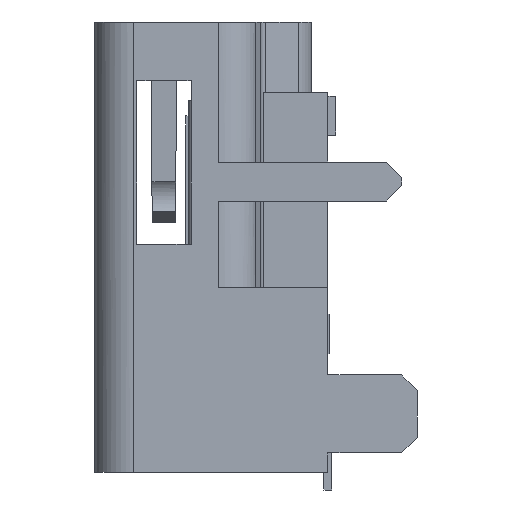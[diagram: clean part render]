
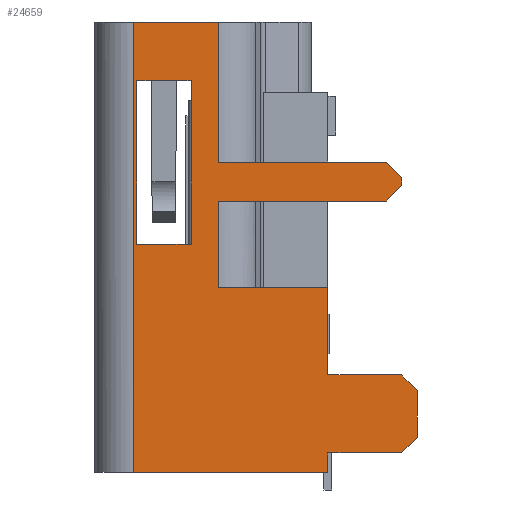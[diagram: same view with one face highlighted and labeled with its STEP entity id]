
A CAD part, left-side view. The second image highlights one B-rep face of the part: STEP entity #24659.
In plain terms, the highlighted free-form (B-spline) face has degree [1, 1] with [2, 2] control points.
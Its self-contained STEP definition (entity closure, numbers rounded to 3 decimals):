
#24659 = ADVANCED_FACE('',(#24660,#24806),#24856,.T.);
#24660 = FACE_BOUND('',#24661,.T.);
#24661 = EDGE_LOOP('',(#24662,#24672,#24680,#24688,#24696,#24704,#24712,
    #24720,#24728,#24736,#24744,#24752,#24760,#24768,#24776,#24784,
    #24792,#24800));
#24662 = ORIENTED_EDGE('',*,*,#24663,.T.);
#24663 = EDGE_CURVE('',#24664,#24666,#24668,.T.);
#24664 = VERTEX_POINT('',#24665);
#24665 = CARTESIAN_POINT('',(-7.5,-0.409,-3.59));
#24666 = VERTEX_POINT('',#24667);
#24667 = CARTESIAN_POINT('',(-7.5,-0.409,0.));
#24668 = LINE('',#24669,#24670);
#24669 = CARTESIAN_POINT('',(-7.5,-0.409,-3.59));
#24670 = VECTOR('',#24671,1.);
#24671 = DIRECTION('',(0.,0.,1.));
#24672 = ORIENTED_EDGE('',*,*,#24673,.T.);
#24673 = EDGE_CURVE('',#24666,#24674,#24676,.T.);
#24674 = VERTEX_POINT('',#24675);
#24675 = CARTESIAN_POINT('',(-7.5,1.775,0.));
#24676 = LINE('',#24677,#24678);
#24677 = CARTESIAN_POINT('',(-7.5,-0.409,0.));
#24678 = VECTOR('',#24679,1.);
#24679 = DIRECTION('',(0.,1.,0.));
#24680 = ORIENTED_EDGE('',*,*,#24681,.T.);
#24681 = EDGE_CURVE('',#24674,#24682,#24684,.T.);
#24682 = VERTEX_POINT('',#24683);
#24683 = CARTESIAN_POINT('',(-7.5,1.775,-11.55));
#24684 = LINE('',#24685,#24686);
#24685 = CARTESIAN_POINT('',(-7.5,1.775,0.));
#24686 = VECTOR('',#24687,1.);
#24687 = DIRECTION('',(0.,0.,-1.));
#24688 = ORIENTED_EDGE('',*,*,#24689,.T.);
#24689 = EDGE_CURVE('',#24682,#24690,#24692,.T.);
#24690 = VERTEX_POINT('',#24691);
#24691 = CARTESIAN_POINT('',(-7.5,-3.205,-11.55));
#24692 = LINE('',#24693,#24694);
#24693 = CARTESIAN_POINT('',(-7.5,1.775,-11.55));
#24694 = VECTOR('',#24695,1.);
#24695 = DIRECTION('',(0.,-1.,0.));
#24696 = ORIENTED_EDGE('',*,*,#24697,.T.);
#24697 = EDGE_CURVE('',#24690,#24698,#24700,.T.);
#24698 = VERTEX_POINT('',#24699);
#24699 = CARTESIAN_POINT('',(-7.5,-3.205,-11.05));
#24700 = LINE('',#24701,#24702);
#24701 = CARTESIAN_POINT('',(-7.5,-3.205,-11.55));
#24702 = VECTOR('',#24703,1.);
#24703 = DIRECTION('',(0.,0.,1.));
#24704 = ORIENTED_EDGE('',*,*,#24705,.T.);
#24705 = EDGE_CURVE('',#24698,#24706,#24708,.T.);
#24706 = VERTEX_POINT('',#24707);
#24707 = CARTESIAN_POINT('',(-7.5,-5.1,-11.05));
#24708 = LINE('',#24709,#24710);
#24709 = CARTESIAN_POINT('',(-7.5,-3.205,-11.05));
#24710 = VECTOR('',#24711,1.);
#24711 = DIRECTION('',(0.,-1.,0.));
#24712 = ORIENTED_EDGE('',*,*,#24713,.T.);
#24713 = EDGE_CURVE('',#24706,#24714,#24716,.T.);
#24714 = VERTEX_POINT('',#24715);
#24715 = CARTESIAN_POINT('',(-7.5,-5.5,-10.65));
#24716 = LINE('',#24717,#24718);
#24717 = CARTESIAN_POINT('',(-7.5,-5.1,-11.05));
#24718 = VECTOR('',#24719,1.);
#24719 = DIRECTION('',(0.,-0.707,0.707));
#24720 = ORIENTED_EDGE('',*,*,#24721,.T.);
#24721 = EDGE_CURVE('',#24714,#24722,#24724,.T.);
#24722 = VERTEX_POINT('',#24723);
#24723 = CARTESIAN_POINT('',(-7.5,-5.5,-9.45));
#24724 = LINE('',#24725,#24726);
#24725 = CARTESIAN_POINT('',(-7.5,-5.5,-10.65));
#24726 = VECTOR('',#24727,1.);
#24727 = DIRECTION('',(0.,0.,1.));
#24728 = ORIENTED_EDGE('',*,*,#24729,.T.);
#24729 = EDGE_CURVE('',#24722,#24730,#24732,.T.);
#24730 = VERTEX_POINT('',#24731);
#24731 = CARTESIAN_POINT('',(-7.5,-5.1,-9.05));
#24732 = LINE('',#24733,#24734);
#24733 = CARTESIAN_POINT('',(-7.5,-5.5,-9.45));
#24734 = VECTOR('',#24735,1.);
#24735 = DIRECTION('',(0.,0.707,0.707));
#24736 = ORIENTED_EDGE('',*,*,#24737,.T.);
#24737 = EDGE_CURVE('',#24730,#24738,#24740,.T.);
#24738 = VERTEX_POINT('',#24739);
#24739 = CARTESIAN_POINT('',(-7.5,-3.205,-9.05));
#24740 = LINE('',#24741,#24742);
#24741 = CARTESIAN_POINT('',(-7.5,-5.1,-9.05));
#24742 = VECTOR('',#24743,1.);
#24743 = DIRECTION('',(0.,1.,0.));
#24744 = ORIENTED_EDGE('',*,*,#24745,.T.);
#24745 = EDGE_CURVE('',#24738,#24746,#24748,.T.);
#24746 = VERTEX_POINT('',#24747);
#24747 = CARTESIAN_POINT('',(-7.5,-3.205,-6.8));
#24748 = LINE('',#24749,#24750);
#24749 = CARTESIAN_POINT('',(-7.5,-3.205,-9.05));
#24750 = VECTOR('',#24751,1.);
#24751 = DIRECTION('',(0.,0.,1.));
#24752 = ORIENTED_EDGE('',*,*,#24753,.T.);
#24753 = EDGE_CURVE('',#24746,#24754,#24756,.T.);
#24754 = VERTEX_POINT('',#24755);
#24755 = CARTESIAN_POINT('',(-7.5,-0.409,-6.8));
#24756 = LINE('',#24757,#24758);
#24757 = CARTESIAN_POINT('',(-7.5,-3.205,-6.8));
#24758 = VECTOR('',#24759,1.);
#24759 = DIRECTION('',(0.,1.,0.));
#24760 = ORIENTED_EDGE('',*,*,#24761,.T.);
#24761 = EDGE_CURVE('',#24754,#24762,#24764,.T.);
#24762 = VERTEX_POINT('',#24763);
#24763 = CARTESIAN_POINT('',(-7.5,-0.409,-4.59));
#24764 = LINE('',#24765,#24766);
#24765 = CARTESIAN_POINT('',(-7.5,-0.409,-6.8));
#24766 = VECTOR('',#24767,1.);
#24767 = DIRECTION('',(0.,0.,1.));
#24768 = ORIENTED_EDGE('',*,*,#24769,.T.);
#24769 = EDGE_CURVE('',#24762,#24770,#24772,.T.);
#24770 = VERTEX_POINT('',#24771);
#24771 = CARTESIAN_POINT('',(-7.5,-4.7,-4.59));
#24772 = LINE('',#24773,#24774);
#24773 = CARTESIAN_POINT('',(-7.5,-0.409,-4.59));
#24774 = VECTOR('',#24775,1.);
#24775 = DIRECTION('',(0.,-1.,0.));
#24776 = ORIENTED_EDGE('',*,*,#24777,.T.);
#24777 = EDGE_CURVE('',#24770,#24778,#24780,.T.);
#24778 = VERTEX_POINT('',#24779);
#24779 = CARTESIAN_POINT('',(-7.5,-5.1,-4.19));
#24780 = LINE('',#24781,#24782);
#24781 = CARTESIAN_POINT('',(-7.5,-4.7,-4.59));
#24782 = VECTOR('',#24783,1.);
#24783 = DIRECTION('',(0.,-0.707,0.707));
#24784 = ORIENTED_EDGE('',*,*,#24785,.T.);
#24785 = EDGE_CURVE('',#24778,#24786,#24788,.T.);
#24786 = VERTEX_POINT('',#24787);
#24787 = CARTESIAN_POINT('',(-7.5,-5.1,-3.99));
#24788 = LINE('',#24789,#24790);
#24789 = CARTESIAN_POINT('',(-7.5,-5.1,-4.19));
#24790 = VECTOR('',#24791,1.);
#24791 = DIRECTION('',(0.,0.,1.));
#24792 = ORIENTED_EDGE('',*,*,#24793,.T.);
#24793 = EDGE_CURVE('',#24786,#24794,#24796,.T.);
#24794 = VERTEX_POINT('',#24795);
#24795 = CARTESIAN_POINT('',(-7.5,-4.7,-3.59));
#24796 = LINE('',#24797,#24798);
#24797 = CARTESIAN_POINT('',(-7.5,-5.1,-3.99));
#24798 = VECTOR('',#24799,1.);
#24799 = DIRECTION('',(0.,0.707,0.707));
#24800 = ORIENTED_EDGE('',*,*,#24801,.T.);
#24801 = EDGE_CURVE('',#24794,#24664,#24802,.T.);
#24802 = LINE('',#24803,#24804);
#24803 = CARTESIAN_POINT('',(-7.5,-4.7,-3.59));
#24804 = VECTOR('',#24805,1.);
#24805 = DIRECTION('',(0.,1.,0.));
#24806 = FACE_BOUND('',#24807,.T.);
#24807 = EDGE_LOOP('',(#24808,#24818,#24826,#24834,#24842,#24850));
#24808 = ORIENTED_EDGE('',*,*,#24809,.T.);
#24809 = EDGE_CURVE('',#24810,#24812,#24814,.T.);
#24810 = VERTEX_POINT('',#24811);
#24811 = CARTESIAN_POINT('',(-7.5,1.7,-5.7));
#24812 = VERTEX_POINT('',#24813);
#24813 = CARTESIAN_POINT('',(-7.5,1.7,-1.5));
#24814 = LINE('',#24815,#24816);
#24815 = CARTESIAN_POINT('',(-7.5,1.7,-5.7));
#24816 = VECTOR('',#24817,1.);
#24817 = DIRECTION('',(0.,0.,1.));
#24818 = ORIENTED_EDGE('',*,*,#24819,.T.);
#24819 = EDGE_CURVE('',#24812,#24820,#24822,.T.);
#24820 = VERTEX_POINT('',#24821);
#24821 = CARTESIAN_POINT('',(-7.5,1.322,-1.5));
#24822 = LINE('',#24823,#24824);
#24823 = CARTESIAN_POINT('',(-7.5,1.7,-1.5));
#24824 = VECTOR('',#24825,1.);
#24825 = DIRECTION('',(0.,-1.,0.));
#24826 = ORIENTED_EDGE('',*,*,#24827,.T.);
#24827 = EDGE_CURVE('',#24820,#24828,#24830,.T.);
#24828 = VERTEX_POINT('',#24829);
#24829 = CARTESIAN_POINT('',(-7.5,0.678,-1.5));
#24830 = LINE('',#24831,#24832);
#24831 = CARTESIAN_POINT('',(-7.5,1.322,-1.5));
#24832 = VECTOR('',#24833,1.);
#24833 = DIRECTION('',(0.,-1.,0.));
#24834 = ORIENTED_EDGE('',*,*,#24835,.T.);
#24835 = EDGE_CURVE('',#24828,#24836,#24838,.T.);
#24836 = VERTEX_POINT('',#24837);
#24837 = CARTESIAN_POINT('',(-7.5,0.3,-1.5));
#24838 = LINE('',#24839,#24840);
#24839 = CARTESIAN_POINT('',(-7.5,0.678,-1.5));
#24840 = VECTOR('',#24841,1.);
#24841 = DIRECTION('',(0.,-1.,0.));
#24842 = ORIENTED_EDGE('',*,*,#24843,.T.);
#24843 = EDGE_CURVE('',#24836,#24844,#24846,.T.);
#24844 = VERTEX_POINT('',#24845);
#24845 = CARTESIAN_POINT('',(-7.5,0.3,-5.7));
#24846 = LINE('',#24847,#24848);
#24847 = CARTESIAN_POINT('',(-7.5,0.3,-1.5));
#24848 = VECTOR('',#24849,1.);
#24849 = DIRECTION('',(0.,0.,-1.));
#24850 = ORIENTED_EDGE('',*,*,#24851,.T.);
#24851 = EDGE_CURVE('',#24844,#24810,#24852,.T.);
#24852 = LINE('',#24853,#24854);
#24853 = CARTESIAN_POINT('',(-7.5,0.3,-5.7));
#24854 = VECTOR('',#24855,1.);
#24855 = DIRECTION('',(0.,1.,0.));
#24856 = B_SPLINE_SURFACE_WITH_KNOTS('',1,1,(
    (#24857,#24858)
    ,(#24859,#24860
    )),.UNSPECIFIED.,.F.,.F.,.F.,(2,2),(2,2),(0.,1.201),(-0.378,
    0.378),.PIECEWISE_BEZIER_KNOTS.);
#24857 = CARTESIAN_POINT('',(-7.5,-5.646,-11.781));
#24858 = CARTESIAN_POINT('',(-7.5,1.921,-11.781));
#24859 = CARTESIAN_POINT('',(-7.5,-5.646,0.231));
#24860 = CARTESIAN_POINT('',(-7.5,1.921,0.231));
